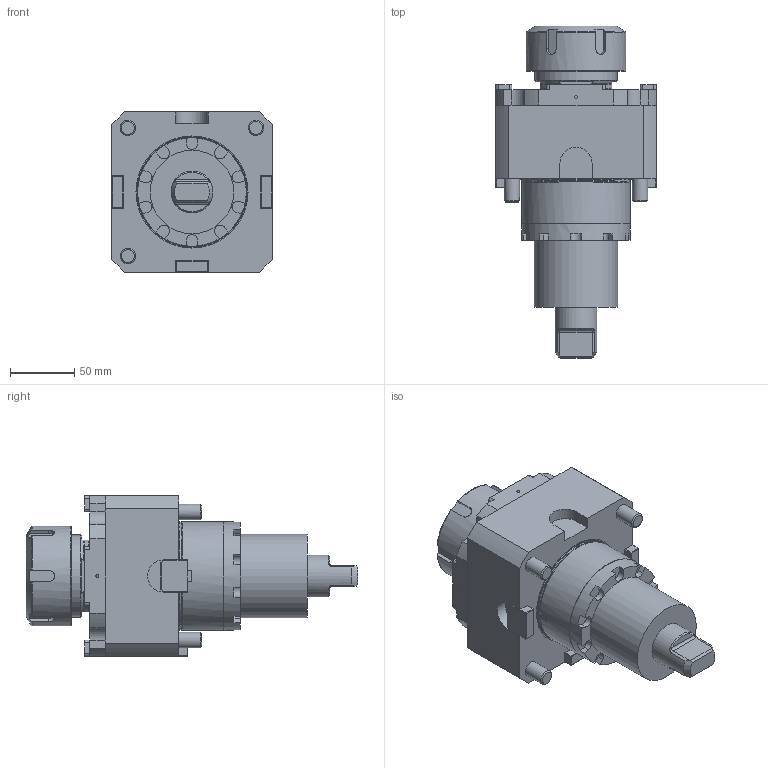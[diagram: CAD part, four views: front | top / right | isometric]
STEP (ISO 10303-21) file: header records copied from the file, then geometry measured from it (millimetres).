
FILE_DESCRIPTION (( 'STEP AP214' ), '1' );
FILE_NAME ('RAPPS50131UT85-1.STEP', '2026-01-10T10:18:31', ( '' ), ( '' ), 'SwSTEP 2.0', 'SolidWorks 2023', '' );
FILE_SCHEMA (( 'AUTOMOTIVE_DESIGN' ));
Length unit declared in the file: millimetre
Products named in the file (1): RAPPS50131UT85-1
Bounding box: 125 x 258.9 x 125 mm (x, y, z)
Volume: 1727994.8 mm3; surface area: 114608.4 mm2
Topology: 1 solids, 2 shells, 654 faces, 1756 edges, 1147 vertices
Faces by surface type: plane 420, bspline 104, cylinder 100, torus 15, cone 15
Full cylindrical faces by diameter (mm): 1.7 x1, 2.1 x1, 4.5 x2, 6.366 x1, 12 x3, 32.7 x1, 64 x1, 65 x1, 78 x1, 84.5 x1, 84.6 x1, 85 x1
Entity records: 29637 total; most frequent: CARTESIAN_POINT 10671, ORIENTED_EDGE 3434, DIRECTION 2762, EDGE_CURVE 1717, VECTOR 1146, LINE 1146, VERTEX_POINT 1133, AXIS2_PLACEMENT_3D 808
